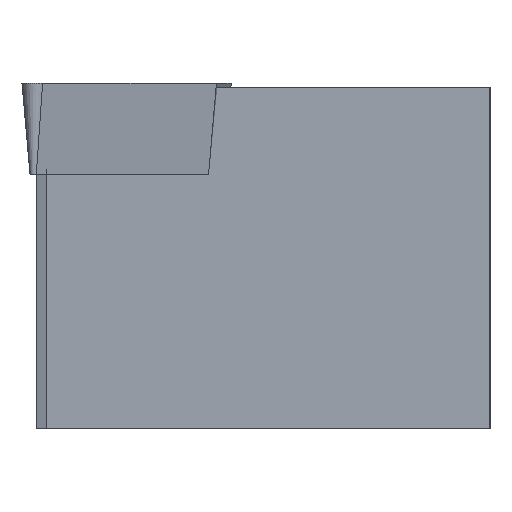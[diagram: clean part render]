
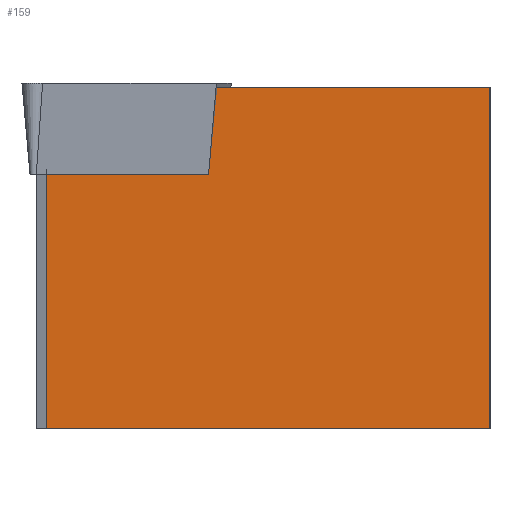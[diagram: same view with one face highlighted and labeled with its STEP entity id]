
A CAD part, left-side view. The second image highlights one B-rep face of the part: STEP entity #159.
In plain terms, the highlighted planar face has unit normal (-0.616, -0.788, 0).
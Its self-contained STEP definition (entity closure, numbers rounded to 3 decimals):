
#54=PLANE('',#392);
#69=FACE_OUTER_BOUND('',#196,.T.);
#95=LINE('',#552,#130);
#96=LINE('',#555,#131);
#97=LINE('',#557,#132);
#98=LINE('',#559,#133);
#130=VECTOR('',#460,1.);
#131=VECTOR('',#461,1.);
#132=VECTOR('',#462,1.);
#133=VECTOR('',#463,1.);
#159=ADVANCED_FACE('',(#69),#54,.F.);
#196=EDGE_LOOP('',(#252,#253,#254,#255));
#252=ORIENTED_EDGE('',*,*,#346,.F.);
#253=ORIENTED_EDGE('',*,*,#347,.T.);
#254=ORIENTED_EDGE('',*,*,#348,.T.);
#255=ORIENTED_EDGE('',*,*,#349,.T.);
#310=VERTEX_POINT('',#553);
#311=VERTEX_POINT('',#554);
#312=VERTEX_POINT('',#556);
#313=VERTEX_POINT('',#558);
#346=EDGE_CURVE('',#310,#311,#95,.T.);
#347=EDGE_CURVE('',#310,#312,#96,.T.);
#348=EDGE_CURVE('',#312,#313,#97,.T.);
#349=EDGE_CURVE('',#313,#311,#98,.T.);
#392=AXIS2_PLACEMENT_3D('',#560,#464,#465);
#460=DIRECTION('',(0.788,-0.616,0.));
#461=DIRECTION('',(0.,0.,-1.));
#462=DIRECTION('',(0.788,-0.616,0.));
#463=DIRECTION('',(0.,0.,1.));
#464=DIRECTION('',(0.616,0.788,0.));
#465=DIRECTION('',(0.788,-0.616,0.));
#552=CARTESIAN_POINT('',(1.396,-0.522,-0.135));
#553=CARTESIAN_POINT('',(1.92,-0.931,-0.135));
#554=CARTESIAN_POINT('',(21.61,-16.315,-0.135));
#555=CARTESIAN_POINT('',(1.92,-0.931,-12.));
#556=CARTESIAN_POINT('',(1.92,-0.931,-12.));
#557=CARTESIAN_POINT('',(1.396,-0.522,-12.));
#558=CARTESIAN_POINT('',(21.61,-16.315,-12.));
#559=CARTESIAN_POINT('',(21.61,-16.315,-12.));
#560=CARTESIAN_POINT('',(1.396,-0.522,-12.));
